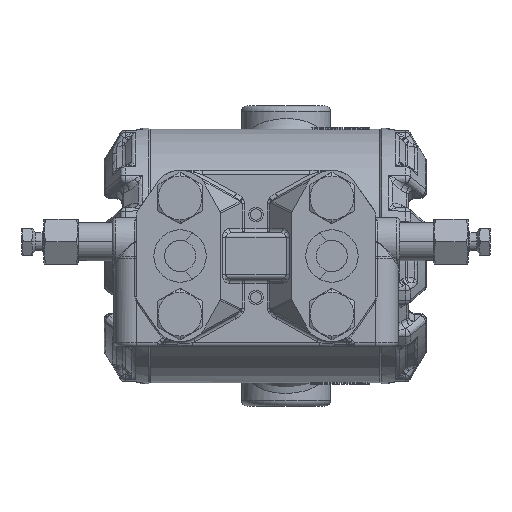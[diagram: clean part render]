
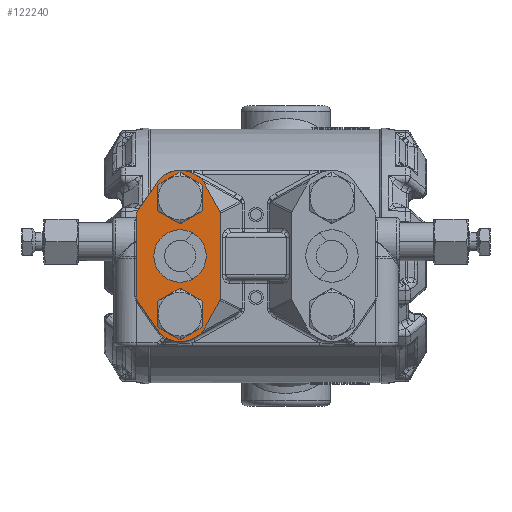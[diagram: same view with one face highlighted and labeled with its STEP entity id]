
A CAD part, front view. The second image highlights one B-rep face of the part: STEP entity #122240.
In plain terms, the highlighted planar face has unit normal (0, -1, 0).
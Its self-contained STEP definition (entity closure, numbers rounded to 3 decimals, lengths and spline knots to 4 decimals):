
#117523=CARTESIAN_POINT('',(-1.555,-6.725,-0.5724));
#117524=DIRECTION('',(0.,1.,0.));
#117525=DIRECTION('',(-0.821,0.,-0.57));
#117526=AXIS2_PLACEMENT_3D('',#117523,#117524,#117525);
#117729=CARTESIAN_POINT('',(-1.063,-6.725,0.813));
#117730=DIRECTION('',(0.,-1.,0.));
#117731=DIRECTION('',(1.,0.,0.));
#117732=AXIS2_PLACEMENT_3D('',#117729,#117730,#117731);
#117734=CARTESIAN_POINT('',(-1.063,-6.725,0.813));
#117735=DIRECTION('',(0.,-1.,0.));
#117736=DIRECTION('',(-1.,0.,0.));
#117737=AXIS2_PLACEMENT_3D('',#117734,#117735,#117736);
#117739=CARTESIAN_POINT('',(-1.063,-6.725,-0.813));
#117740=DIRECTION('',(0.,-1.,0.));
#117741=DIRECTION('',(1.,0.,0.));
#117742=AXIS2_PLACEMENT_3D('',#117739,#117740,#117741);
#117744=CARTESIAN_POINT('',(-1.063,-6.725,-0.813));
#117745=DIRECTION('',(0.,-1.,0.));
#117746=DIRECTION('',(-1.,0.,0.));
#117747=AXIS2_PLACEMENT_3D('',#117744,#117745,#117746);
#117749=CARTESIAN_POINT('',(-1.063,-6.725,0.));
#117750=DIRECTION('',(0.,-1.,0.));
#117751=DIRECTION('',(0.,0.,1.));
#117752=AXIS2_PLACEMENT_3D('',#117749,#117750,#117751);
#117754=CARTESIAN_POINT('',(-1.063,-6.725,0.));
#117755=DIRECTION('',(0.,-1.,0.));
#117756=DIRECTION('',(0.,0.,-1.));
#117757=AXIS2_PLACEMENT_3D('',#117754,#117755,#117756);
#117759=DIRECTION('',(0.874,0.,0.486));
#117760=VECTOR('',#117759,0.0719);
#117761=CARTESIAN_POINT('',(-0.875,-6.725,-1.1513));
#117762=LINE('',#117761,#117760);
#117763=CARTESIAN_POINT('',(-1.063,-6.725,-0.813));
#117764=DIRECTION('',(0.,-1.,0.));
#117765=DIRECTION('',(-0.821,0.,-0.57));
#117766=AXIS2_PLACEMENT_3D('',#117763,#117764,#117765);
#117768=DIRECTION('',(0.57,0.,-0.821));
#117769=VECTOR('',#117768,0.4782);
#117770=CARTESIAN_POINT('',(-1.6536,-6.725,-0.6409));
#117771=LINE('',#117770,#117769);
#117772=DIRECTION('',(0.,0.,-1.));
#117773=VECTOR('',#117772,1.1449);
#117774=CARTESIAN_POINT('',(-1.675,-6.725,0.5724));
#117775=LINE('',#117774,#117773);
#117776=DIRECTION('',(-0.57,0.,-0.821));
#117777=VECTOR('',#117776,0.4782);
#117778=CARTESIAN_POINT('',(-1.3809,-6.725,1.0337));
#117779=LINE('',#117778,#117777);
#117780=CARTESIAN_POINT('',(-1.063,-6.725,0.813));
#117781=DIRECTION('',(0.,-1.,0.));
#117782=DIRECTION('',(0.486,0.,0.874));
#117783=AXIS2_PLACEMENT_3D('',#117780,#117781,#117782);
#117785=DIRECTION('',(-0.874,0.,0.486));
#117786=VECTOR('',#117785,0.0713);
#117787=CARTESIAN_POINT('',(-0.8127,-6.725,1.1166));
#117788=LINE('',#117787,#117786);
#117789=DIRECTION('',(-0.48,0.,0.877));
#117790=VECTOR('',#117789,0.4918);
#117791=CARTESIAN_POINT('',(-0.5056,-6.725,0.62));
#117792=LINE('',#117791,#117790);
#117793=DIRECTION('',(0.,0.,1.));
#117794=VECTOR('',#117793,1.1955);
#117795=CARTESIAN_POINT('',(-0.5,-6.725,-0.5977));
#117796=LINE('',#117795,#117794);
#117797=DIRECTION('',(-0.48,0.,-0.877));
#117798=VECTOR('',#117797,0.4921);
#117799=CARTESIAN_POINT('',(-0.5056,-6.725,-0.62));
#117800=LINE('',#117799,#117798);
#117833=CARTESIAN_POINT('',(-0.8122,-6.725,-1.1163));
#117834=CARTESIAN_POINT('',(-0.8049,-6.725,-1.1123));
#117835=CARTESIAN_POINT('',(-0.7911,-6.725,-1.1036));
#117836=CARTESIAN_POINT('',(-0.7722,-6.725,-1.0888));
#117837=CARTESIAN_POINT('',(-0.7582,-6.725,-1.0747));
#117838=CARTESIAN_POINT('',(-0.7483,-6.725,-1.0621));
#117839=CARTESIAN_POINT('',(-0.7439,-6.725,-1.0552));
#117840=CARTESIAN_POINT('',(-0.7419,-6.725,-1.0516));
#118373=CARTESIAN_POINT('',(-0.5056,-6.725,-0.62));
#118374=CARTESIAN_POINT('',(-0.5037,-6.725,-0.6165));
#118375=CARTESIAN_POINT('',(-0.5009,-6.725,-0.6093));
#118376=CARTESIAN_POINT('',(-0.5,-6.725,-0.6017));
#118377=CARTESIAN_POINT('',(-0.5,-6.725,-0.5977));
#118391=CARTESIAN_POINT('',(-0.5,-6.725,0.5977));
#118392=CARTESIAN_POINT('',(-0.5,-6.725,0.6017));
#118393=CARTESIAN_POINT('',(-0.5009,-6.725,0.6093));
#118394=CARTESIAN_POINT('',(-0.5037,-6.725,0.6165));
#118395=CARTESIAN_POINT('',(-0.5056,-6.725,0.62));
#118421=CARTESIAN_POINT('',(-0.7418,-6.725,1.0513));
#118422=CARTESIAN_POINT('',(-0.7438,-6.725,1.055));
#118423=CARTESIAN_POINT('',(-0.7482,-6.725,1.0619));
#118424=CARTESIAN_POINT('',(-0.7582,-6.725,1.0746));
#118425=CARTESIAN_POINT('',(-0.7724,-6.725,1.0888));
#118426=CARTESIAN_POINT('',(-0.7914,-6.725,1.1038));
#118427=CARTESIAN_POINT('',(-0.8054,-6.725,1.1126));
#118428=CARTESIAN_POINT('',(-0.8127,-6.725,1.1166));
#120147=CARTESIAN_POINT('',(-1.555,-6.725,0.5724));
#120148=DIRECTION('',(0.,1.,0.));
#120149=DIRECTION('',(-1.,0.,0.));
#120150=AXIS2_PLACEMENT_3D('',#120147,#120148,#120149);
#120486=CARTESIAN_POINT('',(-0.875,-6.725,1.1513));
#120487=CARTESIAN_POINT('',(-1.3809,-6.725,1.0337));
#120488=VERTEX_POINT('',#120486);
#120489=VERTEX_POINT('',#120487);
#120490=CARTESIAN_POINT('',(-1.3809,-6.725,-1.0337));
#120491=CARTESIAN_POINT('',(-0.875,-6.725,-1.1513));
#120492=VERTEX_POINT('',#120490);
#120493=VERTEX_POINT('',#120491);
#120506=CARTESIAN_POINT('',(-1.305,-6.725,0.813));
#120507=CARTESIAN_POINT('',(-0.821,-6.725,0.813));
#120508=VERTEX_POINT('',#120506);
#120509=VERTEX_POINT('',#120507);
#120510=CARTESIAN_POINT('',(-1.305,-6.725,-0.813));
#120511=CARTESIAN_POINT('',(-0.821,-6.725,-0.813));
#120512=VERTEX_POINT('',#120510);
#120513=VERTEX_POINT('',#120511);
#120518=CARTESIAN_POINT('',(-1.063,-6.725,0.367));
#120519=CARTESIAN_POINT('',(-1.063,-6.725,-0.367));
#120520=VERTEX_POINT('',#120518);
#120521=VERTEX_POINT('',#120519);
#120548=CARTESIAN_POINT('',(-1.675,-6.725,0.5724));
#120549=CARTESIAN_POINT('',(-1.6536,-6.725,0.6409));
#120550=VERTEX_POINT('',#120548);
#120551=VERTEX_POINT('',#120549);
#120610=CARTESIAN_POINT('',(-1.675,-6.725,-0.5724));
#120611=VERTEX_POINT('',#120610);
#120612=CARTESIAN_POINT('',(-1.6536,-6.725,-0.6409));
#120613=VERTEX_POINT('',#120612);
#120614=VERTEX_POINT('',#118373);
#120615=VERTEX_POINT('',#118377);
#120616=VERTEX_POINT('',#118391);
#120617=VERTEX_POINT('',#118395);
#120618=VERTEX_POINT('',#117833);
#120619=VERTEX_POINT('',#117840);
#120623=CARTESIAN_POINT('',(-0.7418,-6.725,1.0513));
#120625=VERTEX_POINT('',#120623);
#120627=VERTEX_POINT('',#118428);
#122188=CARTESIAN_POINT('',(0.,-6.725,0.));
#122189=DIRECTION('',(0.,-1.,0.));
#122190=DIRECTION('',(1.,0.,0.));
#122191=AXIS2_PLACEMENT_3D('',#122188,#122189,#122190);
#122192=PLANE('',#122191);
#122194=ORIENTED_EDGE('',*,*,#122193,.F.);
#122196=ORIENTED_EDGE('',*,*,#122195,.F.);
#122197=ORIENTED_EDGE('',*,*,#121736,.F.);
#122198=ORIENTED_EDGE('',*,*,#121805,.F.);
#122199=ORIENTED_EDGE('',*,*,#121833,.T.);
#122201=ORIENTED_EDGE('',*,*,#122200,.F.);
#122203=ORIENTED_EDGE('',*,*,#122202,.T.);
#122204=ORIENTED_EDGE('',*,*,#122179,.F.);
#122205=ORIENTED_EDGE('',*,*,#122077,.F.);
#122207=ORIENTED_EDGE('',*,*,#122206,.F.);
#122209=ORIENTED_EDGE('',*,*,#122208,.F.);
#122211=ORIENTED_EDGE('',*,*,#122210,.F.);
#122213=ORIENTED_EDGE('',*,*,#122212,.F.);
#122215=ORIENTED_EDGE('',*,*,#122214,.F.);
#122217=ORIENTED_EDGE('',*,*,#122216,.F.);
#122219=ORIENTED_EDGE('',*,*,#122218,.T.);
#122220=EDGE_LOOP('',(#122194,#122196,#122197,#122198,#122199,#122201,#122203,
#122204,#122205,#122207,#122209,#122211,#122213,#122215,#122217,#122219));
#122221=FACE_OUTER_BOUND('',#122220,.F.);
#122223=ORIENTED_EDGE('',*,*,#122222,.T.);
#122225=ORIENTED_EDGE('',*,*,#122224,.T.);
#122226=EDGE_LOOP('',(#122223,#122225));
#122227=FACE_BOUND('',#122226,.F.);
#122229=ORIENTED_EDGE('',*,*,#122228,.T.);
#122231=ORIENTED_EDGE('',*,*,#122230,.T.);
#122232=EDGE_LOOP('',(#122229,#122231));
#122233=FACE_BOUND('',#122232,.F.);
#122235=ORIENTED_EDGE('',*,*,#122234,.T.);
#122237=ORIENTED_EDGE('',*,*,#122236,.T.);
#122238=EDGE_LOOP('',(#122235,#122237));
#122239=FACE_BOUND('',#122238,.F.);
#117527=CIRCLE('',#117526,0.12);
#117733=CIRCLE('',#117732,0.242);
#117738=CIRCLE('',#117737,0.242);
#117743=CIRCLE('',#117742,0.242);
#117748=CIRCLE('',#117747,0.242);
#117753=CIRCLE('',#117752,0.367);
#117758=CIRCLE('',#117757,0.367);
#117767=CIRCLE('',#117766,0.387);
#117784=CIRCLE('',#117783,0.387);
#117841=B_SPLINE_CURVE_WITH_KNOTS('',3,(#117833,#117834,#117835,#117836,#117837,
#117838,#117839,#117840),.UNSPECIFIED.,.F.,.F.,(4,1,1,1,1,4),(0.,0.25,0.5,
0.75,0.875,1.),.UNSPECIFIED.);
#118378=B_SPLINE_CURVE_WITH_KNOTS('',3,(#118373,#118374,#118375,#118376,
#118377),.UNSPECIFIED.,.F.,.F.,(4,1,4),(0.,0.5,1.),.UNSPECIFIED.);
#118396=B_SPLINE_CURVE_WITH_KNOTS('',3,(#118391,#118392,#118393,#118394,
#118395),.UNSPECIFIED.,.F.,.F.,(4,1,4),(0.,0.5,1.),.UNSPECIFIED.);
#118429=B_SPLINE_CURVE_WITH_KNOTS('',3,(#118421,#118422,#118423,#118424,#118425,
#118426,#118427,#118428),.UNSPECIFIED.,.F.,.F.,(4,1,1,1,1,4),(0.,0.125,
0.25,0.5,0.75,1.),.UNSPECIFIED.);
#120151=CIRCLE('',#120150,0.12);
#121736=EDGE_CURVE('',#120492,#120493,#117767,.T.);
#121805=EDGE_CURVE('',#120613,#120492,#117771,.T.);
#121833=EDGE_CURVE('',#120613,#120611,#117527,.T.);
#122077=EDGE_CURVE('',#120488,#120489,#117784,.T.);
#122179=EDGE_CURVE('',#120489,#120551,#117779,.T.);
#122193=EDGE_CURVE('',#120618,#120619,#117841,.T.);
#122195=EDGE_CURVE('',#120493,#120618,#117762,.T.);
#122200=EDGE_CURVE('',#120550,#120611,#117775,.T.);
#122202=EDGE_CURVE('',#120550,#120551,#120151,.T.);
#122206=EDGE_CURVE('',#120627,#120488,#117788,.T.);
#122208=EDGE_CURVE('',#120625,#120627,#118429,.T.);
#122210=EDGE_CURVE('',#120617,#120625,#117792,.T.);
#122212=EDGE_CURVE('',#120616,#120617,#118396,.T.);
#122214=EDGE_CURVE('',#120615,#120616,#117796,.T.);
#122216=EDGE_CURVE('',#120614,#120615,#118378,.T.);
#122218=EDGE_CURVE('',#120614,#120619,#117800,.T.);
#122222=EDGE_CURVE('',#120513,#120512,#117743,.T.);
#122224=EDGE_CURVE('',#120512,#120513,#117748,.T.);
#122228=EDGE_CURVE('',#120520,#120521,#117753,.T.);
#122230=EDGE_CURVE('',#120521,#120520,#117758,.T.);
#122234=EDGE_CURVE('',#120509,#120508,#117733,.T.);
#122236=EDGE_CURVE('',#120508,#120509,#117738,.T.);
#122240=ADVANCED_FACE('',(#122221,#122227,#122233,#122239),#122192,.T.);
